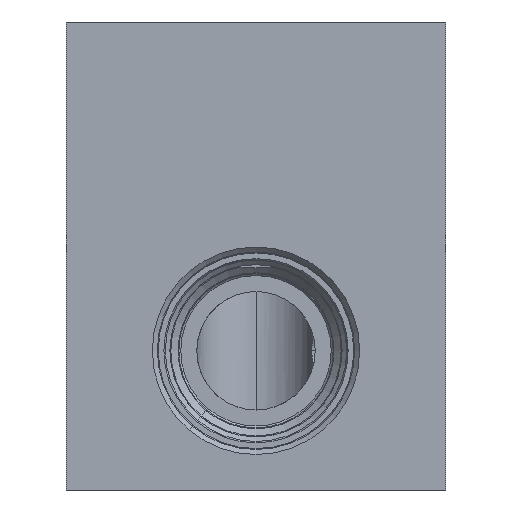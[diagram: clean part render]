
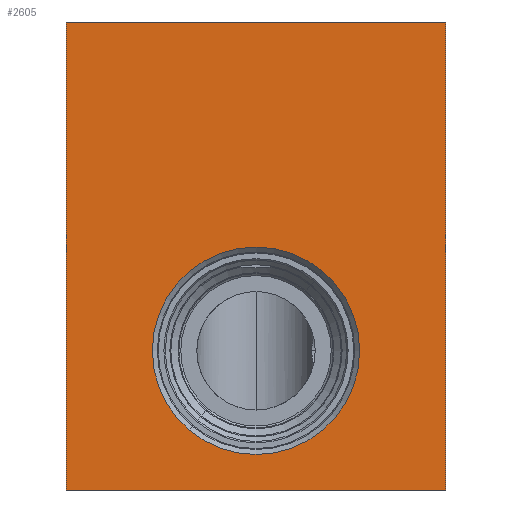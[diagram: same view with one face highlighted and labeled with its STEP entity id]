
A CAD part, front view. The second image highlights one B-rep face of the part: STEP entity #2605.
In plain terms, the highlighted planar face has unit normal (0, -1, 0).
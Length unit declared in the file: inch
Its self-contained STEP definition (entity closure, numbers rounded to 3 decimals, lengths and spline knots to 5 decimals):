
#5=DIRECTION('',(1.,0.,0.));
#6=VECTOR('',#5,4.);
#7=CARTESIAN_POINT('',(0.,-6.875,0.));
#8=LINE('',#7,#6);
#115=DIRECTION('',(0.,0.,1.));
#116=VECTOR('',#115,4.938);
#117=CARTESIAN_POINT('',(4.,-6.875,0.));
#118=LINE('',#117,#116);
#129=DIRECTION('',(0.,0.,1.));
#130=VECTOR('',#129,4.938);
#131=CARTESIAN_POINT('',(0.,-6.875,0.));
#132=LINE('',#131,#130);
#133=CARTESIAN_POINT('',(2.,-6.875,1.469));
#134=DIRECTION('',(0.,1.,0.));
#135=DIRECTION('',(-0.643,0.,-0.766));
#136=AXIS2_PLACEMENT_3D('',#133,#134,#135);
#138=CARTESIAN_POINT('',(2.,-6.875,1.469));
#139=DIRECTION('',(0.,1.,0.));
#140=DIRECTION('',(0.643,0.,0.766));
#141=AXIS2_PLACEMENT_3D('',#138,#139,#140);
#155=DIRECTION('',(1.,0.,0.));
#156=VECTOR('',#155,4.);
#157=CARTESIAN_POINT('',(0.,-6.875,4.938));
#158=LINE('',#157,#156);
#2088=CARTESIAN_POINT('',(0.,-6.875,0.));
#2090=VERTEX_POINT('',#2088);
#2091=CARTESIAN_POINT('',(4.,-6.875,0.));
#2092=VERTEX_POINT('',#2091);
#2096=CARTESIAN_POINT('',(0.,-6.875,4.938));
#2098=VERTEX_POINT('',#2096);
#2099=CARTESIAN_POINT('',(4.,-6.875,4.938));
#2100=VERTEX_POINT('',#2099);
#2253=CARTESIAN_POINT('',(2.70321,-6.875,2.30705));
#2255=VERTEX_POINT('',#2253);
#2267=CARTESIAN_POINT('',(1.29679,-6.875,0.63095));
#2268=VERTEX_POINT('',#2267);
#2587=CARTESIAN_POINT('',(0.,-6.875,0.));
#2588=DIRECTION('',(0.,-1.,0.));
#2589=DIRECTION('',(1.,0.,0.));
#2590=AXIS2_PLACEMENT_3D('',#2587,#2588,#2589);
#2591=PLANE('',#2590);
#2592=ORIENTED_EDGE('',*,*,#2475,.F.);
#2593=ORIENTED_EDGE('',*,*,#2530,.T.);
#2595=ORIENTED_EDGE('',*,*,#2594,.T.);
#2596=ORIENTED_EDGE('',*,*,#2573,.F.);
#2597=EDGE_LOOP('',(#2592,#2593,#2595,#2596));
#2598=FACE_OUTER_BOUND('',#2597,.F.);
#2600=ORIENTED_EDGE('',*,*,#2599,.F.);
#2602=ORIENTED_EDGE('',*,*,#2601,.F.);
#2603=EDGE_LOOP('',(#2600,#2602));
#2604=FACE_BOUND('',#2603,.F.);
#2605=ADVANCED_FACE('',(#2598,#2604),#2591,.T.);
#137=CIRCLE('',#136,1.094);
#142=CIRCLE('',#141,1.094);
#2475=EDGE_CURVE('',#2090,#2092,#8,.T.);
#2530=EDGE_CURVE('',#2090,#2098,#132,.T.);
#2573=EDGE_CURVE('',#2092,#2100,#118,.T.);
#2594=EDGE_CURVE('',#2098,#2100,#158,.T.);
#2599=EDGE_CURVE('',#2268,#2255,#137,.T.);
#2601=EDGE_CURVE('',#2255,#2268,#142,.T.);
